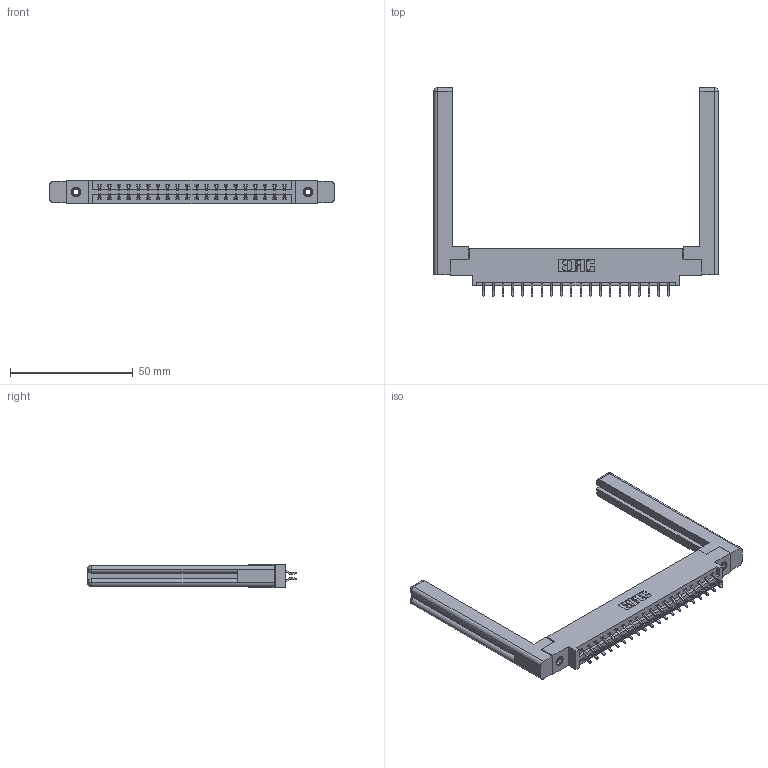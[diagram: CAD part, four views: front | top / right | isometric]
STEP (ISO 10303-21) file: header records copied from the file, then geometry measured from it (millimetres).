
FILE_DESCRIPTION (( 'STEP AP203' ), '1' );
FILE_NAME ('387-040-556-858.STEP', '2019-10-18T03:13:05', ( '' ), ( '' ), 'SwSTEP 2.0', 'SolidWorks 2016', '' );
FILE_SCHEMA (( 'CONFIG_CONTROL_DESIGN' ));
Length unit declared in the file: inch
Products named in the file (5): 345-292-001_556 Tail; 387-040-556-858; 345-250-001_345-250-001-102; 307-220-058; 337 Part_0.170 Offset - 0.156 Dia-TI
Assembly tree (45 placements, depth 2):
  387-040-556-858
    337 Part_0.170 Offset - 0.156 Dia-TI
    345-292-001_556 Tail  x40
    345-250-001_345-250-001-102  x2
    307-220-058  x2
Bounding box: 115.87 x 84.98 x 9.4 mm (x, y, z)
Volume: 18942.2 mm3; surface area: 18238.5 mm2
Topology: 45 solids, 45 shells, 2660 faces, 7837 edges, 5158 vertices
Faces by surface type: plane 1838, cylinder 798, cone 12, torus 12
Entity records: 21338 total; most frequent: CARTESIAN_POINT 3637, ORIENTED_EDGE 3500, DIRECTION 3138, EDGE_CURVE 1750, LINE 1566, VECTOR 1566, VERTEX_POINT 1158, AXIS2_PLACEMENT_3D 786
